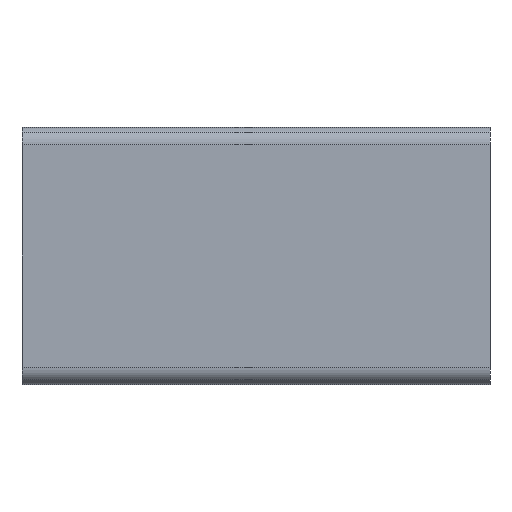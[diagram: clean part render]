
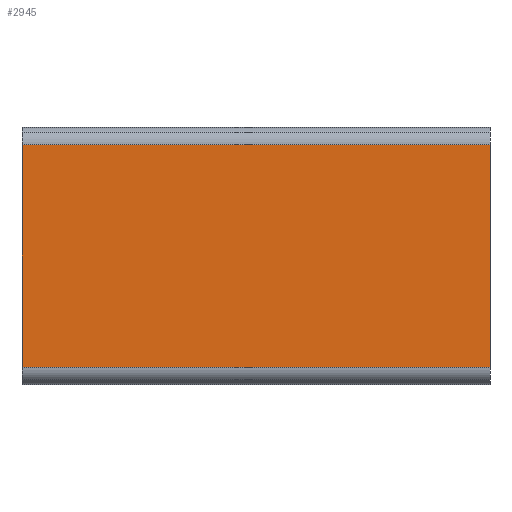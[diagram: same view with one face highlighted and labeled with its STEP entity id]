
A CAD part, front view. The second image highlights one B-rep face of the part: STEP entity #2945.
In plain terms, the highlighted planar face has unit normal (0, -1, 0).
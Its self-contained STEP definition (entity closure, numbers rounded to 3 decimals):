
#1726=CARTESIAN_POINT('',(-28.0,-9.0,-12.0));
#1727=VERTEX_POINT('',#1726);
#1735=CARTESIAN_POINT('',(-28.0,-9.0,7.0));
#1736=VERTEX_POINT('',#1735);
#1737=CARTESIAN_POINT('',(-28.0,-9.0,-12.0));
#1738=DIRECTION('',(0.0,0.0,1.0));
#1739=VECTOR('',#1738,19.0);
#1740=LINE('',#1737,#1739);
#1741=EDGE_CURVE('',#1727,#1736,#1740,.T.);
#1830=CARTESIAN_POINT('',(12.0,-9.0,-12.0));
#1831=VERTEX_POINT('',#1830);
#1839=CARTESIAN_POINT('',(12.0,-9.0,-12.0));
#1840=DIRECTION('',(-1.0,0.0,0.0));
#1841=VECTOR('',#1840,40.0);
#1842=LINE('',#1839,#1841);
#1843=EDGE_CURVE('',#1831,#1727,#1842,.T.);
#1856=CARTESIAN_POINT('',(12.0,-9.0,7.0));
#1857=VERTEX_POINT('',#1856);
#1858=CARTESIAN_POINT('',(-28.0,-9.0,7.0));
#1859=DIRECTION('',(1.0,0.0,0.0));
#1860=VECTOR('',#1859,40.0);
#1861=LINE('',#1858,#1860);
#1862=EDGE_CURVE('',#1736,#1857,#1861,.T.);
#1936=CARTESIAN_POINT('',(12.0,-9.0,-12.0));
#1937=DIRECTION('',(0.0,0.0,1.0));
#1938=VECTOR('',#1937,19.0);
#1939=LINE('',#1936,#1938);
#1940=EDGE_CURVE('',#1831,#1857,#1939,.T.);
#2934=CARTESIAN_POINT('',(12.0,-9.0,-13.5));
#2935=DIRECTION('',(0.0,-1.0,0.0));
#2936=DIRECTION('',(0.0,0.0,-1.0));
#2937=AXIS2_PLACEMENT_3D('',#2934,#2935,#2936);
#2938=PLANE('',#2937);
#2939=ORIENTED_EDGE('',*,*,#1843,.F.);
#2940=ORIENTED_EDGE('',*,*,#1940,.T.);
#2941=ORIENTED_EDGE('',*,*,#1862,.F.);
#2942=ORIENTED_EDGE('',*,*,#1741,.F.);
#2943=EDGE_LOOP('',(#2939,#2940,#2941,#2942));
#2944=FACE_OUTER_BOUND('',#2943,.T.);
#2945=ADVANCED_FACE('',(#2944),#2938,.T.);
